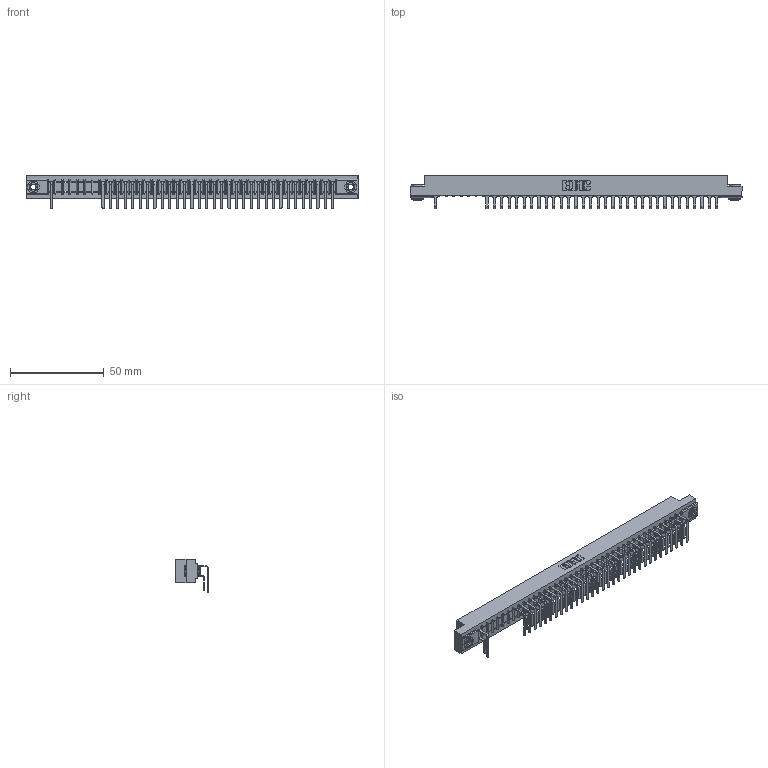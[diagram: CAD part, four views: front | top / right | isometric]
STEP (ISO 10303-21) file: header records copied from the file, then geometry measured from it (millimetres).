
FILE_DESCRIPTION (( 'STEP AP203' ), '1' );
FILE_NAME ('307-078-559-203.STEP', '2018-08-06T18:04:02', ( '' ), ( '' ), 'SwSTEP 2.0', 'SolidWorks 2016', '' );
FILE_SCHEMA (( 'CONFIG_CONTROL_DESIGN' ));
Length unit declared in the file: inch
Products named in the file (5): 307 Part_.156 Dia Mounting Holes; 307-290-001_558 559 - 1 (Single); 307-290-001_559 - 2 (Single); 345-250-002_345-250-002-102; 307-078-559-203
Assembly tree (68 placements, depth 2):
  307-078-559-203
    307 Part_.156 Dia Mounting Holes
    307-290-001_558 559 - 1 (Single)  x32
    307-290-001_559 - 2 (Single)  x33
    345-250-002_345-250-002-102  x2
Bounding box: 177.55 x 17.69 x 18.07 mm (x, y, z)
Volume: 18981.5 mm3; surface area: 23999.1 mm2
Topology: 68 solids, 68 shells, 3590 faces, 10081 edges, 6522 vertices
Faces by surface type: plane 2317, cylinder 1185, sphere 80, cone 8
Entity records: 37148 total; most frequent: CARTESIAN_POINT 6117, ORIENTED_EDGE 6066, DIRECTION 5993, EDGE_CURVE 3033, LINE 2317, VECTOR 2317, VERTEX_POINT 1962, AXIS2_PLACEMENT_3D 1838
